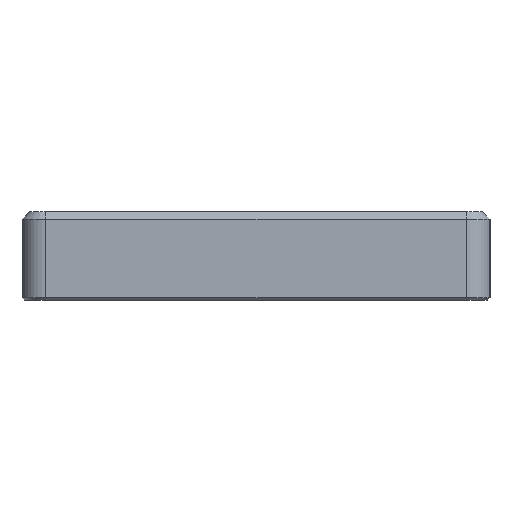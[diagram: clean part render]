
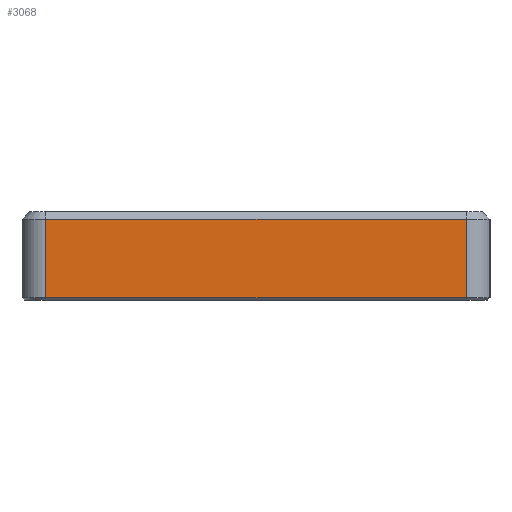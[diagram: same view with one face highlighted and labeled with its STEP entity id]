
A CAD part, left-side view. The second image highlights one B-rep face of the part: STEP entity #3068.
In plain terms, the highlighted planar face has unit normal (-1, 0, 0).
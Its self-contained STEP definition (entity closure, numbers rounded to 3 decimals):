
#286=LINE('',#4971,#588);
#301=LINE('',#5015,#603);
#302=LINE('',#5017,#604);
#303=LINE('',#5018,#605);
#588=VECTOR('',#3996,10.);
#603=VECTOR('',#4043,10.);
#604=VECTOR('',#4044,10.);
#605=VECTOR('',#4045,10.);
#814=FACE_OUTER_BOUND('',#996,.T.);
#996=EDGE_LOOP('',(#2397,#2398,#2399,#2400));
#1420=VERTEX_POINT('',#4965);
#1421=VERTEX_POINT('',#4969);
#1434=VERTEX_POINT('',#5014);
#1435=VERTEX_POINT('',#5016);
#1776=EDGE_CURVE('',#1420,#1421,#286,.T.);
#1798=EDGE_CURVE('',#1434,#1420,#301,.T.);
#1799=EDGE_CURVE('',#1435,#1434,#302,.T.);
#1800=EDGE_CURVE('',#1421,#1435,#303,.T.);
#2397=ORIENTED_EDGE('',*,*,#1776,.F.);
#2398=ORIENTED_EDGE('',*,*,#1798,.F.);
#2399=ORIENTED_EDGE('',*,*,#1799,.F.);
#2400=ORIENTED_EDGE('',*,*,#1800,.F.);
#2934=PLANE('',#3347);
#3068=ADVANCED_FACE('',(#814),#2934,.T.);
#3347=AXIS2_PLACEMENT_3D('',#5013,#4041,#4042);
#3996=DIRECTION('',(0.,1.,0.));
#4041=DIRECTION('center_axis',(-1.,0.,0.));
#4042=DIRECTION('ref_axis',(0.,-1.,0.));
#4043=DIRECTION('',(0.,0.,-1.));
#4044=DIRECTION('',(0.,-1.,0.));
#4045=DIRECTION('',(0.,0.,1.));
#4965=CARTESIAN_POINT('',(-132.419,-44.075,-11.5));
#4969=CARTESIAN_POINT('',(-132.419,44.075,-11.5));
#4971=CARTESIAN_POINT('',(-132.419,24.538,-11.5));
#5013=CARTESIAN_POINT('Origin',(-132.419,49.075,1.));
#5014=CARTESIAN_POINT('',(-132.419,-44.075,5.));
#5015=CARTESIAN_POINT('',(-132.419,-44.075,1.));
#5016=CARTESIAN_POINT('',(-132.419,44.075,5.));
#5017=CARTESIAN_POINT('',(-132.419,24.538,5.));
#5018=CARTESIAN_POINT('',(-132.419,44.075,1.));
